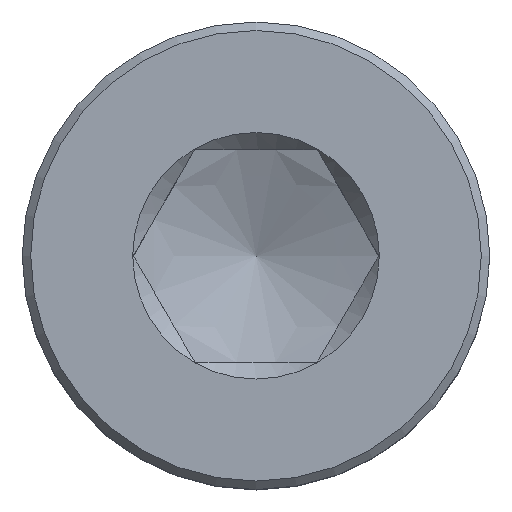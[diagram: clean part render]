
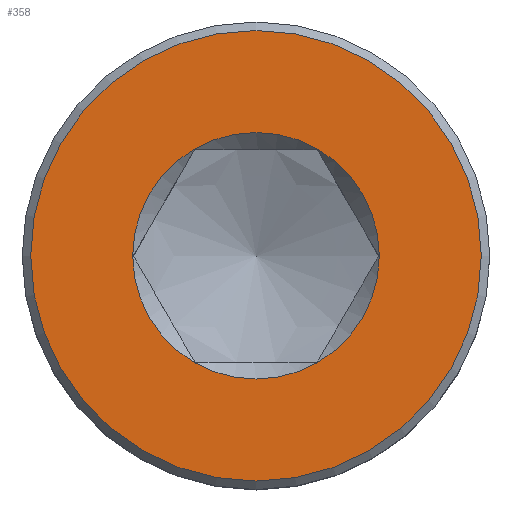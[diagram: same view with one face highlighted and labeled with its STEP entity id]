
A CAD part, top view. The second image highlights one B-rep face of the part: STEP entity #358.
In plain terms, the highlighted planar face has unit normal (0, 0, 1).
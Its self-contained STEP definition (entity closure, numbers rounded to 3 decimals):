
#235 = CONICAL_SURFACE('',#236,2.75,0.785);
#236 = AXIS2_PLACEMENT_3D('',#237,#238,#239);
#237 = CARTESIAN_POINT('',(0.,0.,2.9));
#238 = DIRECTION('',(0.,0.,-1.));
#239 = DIRECTION('',(1.,0.,0.));
#306 = VERTEX_POINT('',#307);
#307 = CARTESIAN_POINT('',(2.65,0.,3.));
#328 = EDGE_CURVE('',#306,#306,#329,.T.);
#329 = SURFACE_CURVE('',#330,(#335,#342),.PCURVE_S1.);
#330 = CIRCLE('',#331,2.65);
#331 = AXIS2_PLACEMENT_3D('',#332,#333,#334);
#332 = CARTESIAN_POINT('',(0.,0.,3.));
#333 = DIRECTION('',(0.,0.,-1.));
#334 = DIRECTION('',(1.,0.,0.));
#335 = PCURVE('',#235,#336);
#336 = DEFINITIONAL_REPRESENTATION('',(#337),#341);
#337 = LINE('',#338,#339);
#338 = CARTESIAN_POINT('',(0.,-0.1));
#339 = VECTOR('',#340,1.);
#340 = DIRECTION('',(1.,-0.));
#341 = ( GEOMETRIC_REPRESENTATION_CONTEXT(2) 
PARAMETRIC_REPRESENTATION_CONTEXT() REPRESENTATION_CONTEXT('2D SPACE',''
  ) );
#342 = PCURVE('',#343,#348);
#343 = PLANE('',#344);
#344 = AXIS2_PLACEMENT_3D('',#345,#346,#347);
#345 = CARTESIAN_POINT('',(0.,0.,3.));
#346 = DIRECTION('',(0.,0.,-1.));
#347 = DIRECTION('',(1.,0.,0.));
#348 = DEFINITIONAL_REPRESENTATION('',(#349),#353);
#349 = CIRCLE('',#350,2.65);
#350 = AXIS2_PLACEMENT_2D('',#351,#352);
#351 = CARTESIAN_POINT('',(-0.,0.));
#352 = DIRECTION('',(1.,0.));
#353 = ( GEOMETRIC_REPRESENTATION_CONTEXT(2) 
PARAMETRIC_REPRESENTATION_CONTEXT() REPRESENTATION_CONTEXT('2D SPACE',''
  ) );
#358 = ADVANCED_FACE('',(#359,#362),#343,.F.);
#359 = FACE_BOUND('',#360,.T.);
#360 = EDGE_LOOP('',(#361));
#361 = ORIENTED_EDGE('',*,*,#328,.F.);
#362 = FACE_BOUND('',#363,.T.);
#363 = EDGE_LOOP('',(#364));
#364 = ORIENTED_EDGE('',*,*,#365,.T.);
#365 = EDGE_CURVE('',#366,#366,#368,.T.);
#366 = VERTEX_POINT('',#367);
#367 = CARTESIAN_POINT('',(1.45,0.,3.));
#368 = SURFACE_CURVE('',#369,(#374,#381),.PCURVE_S1.);
#369 = CIRCLE('',#370,1.45);
#370 = AXIS2_PLACEMENT_3D('',#371,#372,#373);
#371 = CARTESIAN_POINT('',(0.,0.,3.));
#372 = DIRECTION('',(0.,0.,-1.));
#373 = DIRECTION('',(1.,0.,0.));
#374 = PCURVE('',#343,#375);
#375 = DEFINITIONAL_REPRESENTATION('',(#376),#380);
#376 = CIRCLE('',#377,1.45);
#377 = AXIS2_PLACEMENT_2D('',#378,#379);
#378 = CARTESIAN_POINT('',(-0.,0.));
#379 = DIRECTION('',(1.,0.));
#380 = ( GEOMETRIC_REPRESENTATION_CONTEXT(2) 
PARAMETRIC_REPRESENTATION_CONTEXT() REPRESENTATION_CONTEXT('2D SPACE',''
  ) );
#381 = PCURVE('',#382,#387);
#382 = CONICAL_SURFACE('',#383,0.,0.785);
#383 = AXIS2_PLACEMENT_3D('',#384,#385,#386);
#384 = CARTESIAN_POINT('',(0.,0.,1.55));
#385 = DIRECTION('',(0.,0.,1.));
#386 = DIRECTION('',(1.,0.,0.));
#387 = DEFINITIONAL_REPRESENTATION('',(#388),#392);
#388 = LINE('',#389,#390);
#389 = CARTESIAN_POINT('',(-0.,1.45));
#390 = VECTOR('',#391,1.);
#391 = DIRECTION('',(-1.,0.));
#392 = ( GEOMETRIC_REPRESENTATION_CONTEXT(2) 
PARAMETRIC_REPRESENTATION_CONTEXT() REPRESENTATION_CONTEXT('2D SPACE',''
  ) );
